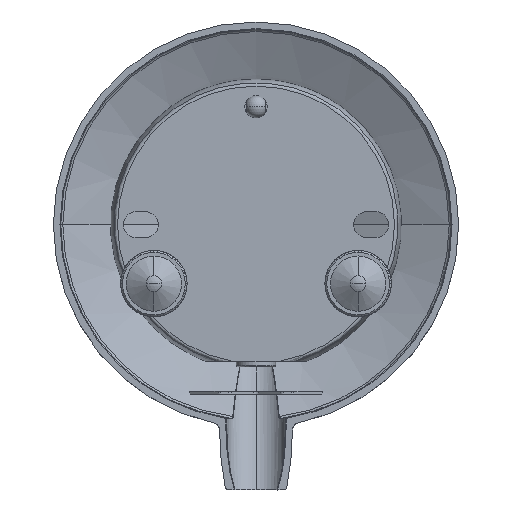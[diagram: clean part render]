
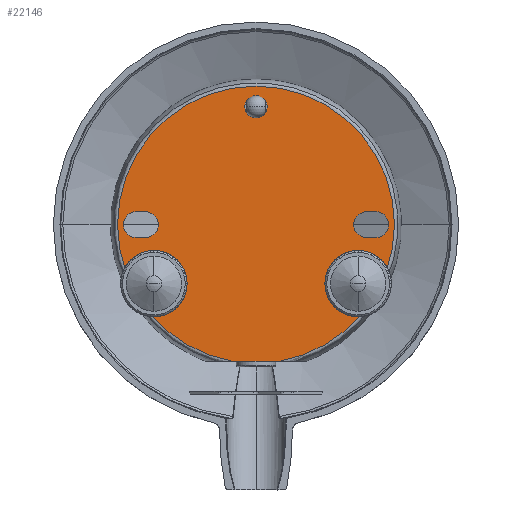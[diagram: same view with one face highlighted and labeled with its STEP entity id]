
A CAD part, front view. The second image highlights one B-rep face of the part: STEP entity #22146.
In plain terms, the highlighted planar face has unit normal (0, -1, 0).
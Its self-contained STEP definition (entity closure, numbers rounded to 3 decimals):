
#15 = ORIENTED_EDGE ( 'NONE', *, *, #21615, .T. ) ;
#37 = DIRECTION ( 'NONE',  ( 0., -1., 0. ) ) ;
#301 = CIRCLE ( 'NONE', #26833, 3. ) ;
#393 = FACE_BOUND ( 'NONE', #21746, .T. ) ;
#677 = CARTESIAN_POINT ( 'NONE',  ( 30., -12., -3.5 ) ) ;
#689 = EDGE_CURVE ( 'NONE', #16136, #10066, #6531, .T. ) ;
#912 = CARTESIAN_POINT ( 'NONE',  ( 38.248, -12., 0. ) ) ;
#1035 = DIRECTION ( 'NONE',  ( 0., -1., 0. ) ) ;
#1405 = CARTESIAN_POINT ( 'NONE',  ( 0., -12., 29. ) ) ;
#1755 = DIRECTION ( 'NONE',  ( 0., 0., -1. ) ) ;
#1789 = ORIENTED_EDGE ( 'NONE', *, *, #24950, .T. ) ;
#1852 = EDGE_CURVE ( 'NONE', #20541, #25379, #26056, .T. ) ;
#2106 = ORIENTED_EDGE ( 'NONE', *, *, #14835, .T. ) ;
#2271 = CARTESIAN_POINT ( 'NONE',  ( 0., -12., 35. ) ) ;
#2411 = DIRECTION ( 'NONE',  ( -1., 0., 0. ) ) ;
#2822 = VERTEX_POINT ( 'NONE', #22450 ) ;
#2918 = EDGE_CURVE ( 'NONE', #3626, #16058, #301, .T. ) ;
#3031 = VERTEX_POINT ( 'NONE', #24779 ) ;
#3101 = VERTEX_POINT ( 'NONE', #677 ) ;
#3141 = DIRECTION ( 'NONE',  ( 0., 0., -1. ) ) ;
#3238 = VECTOR ( 'NONE', #2411, 1000. ) ;
#3371 = CARTESIAN_POINT ( 'NONE',  ( 32.5, -12., 3.5 ) ) ;
#3560 = EDGE_LOOP ( 'NONE', ( #11877, #5636 ) ) ;
#3626 = VERTEX_POINT ( 'NONE', #2271 ) ;
#3765 = VERTEX_POINT ( 'NONE', #9337 ) ;
#4252 = DIRECTION ( 'NONE',  ( 0., 1., 0. ) ) ;
#5527 = LINE ( 'NONE', #21616, #17306 ) ;
#5636 = ORIENTED_EDGE ( 'NONE', *, *, #17418, .F. ) ;
#5702 = CARTESIAN_POINT ( 'NONE',  ( 32.5, -12., 0. ) ) ;
#6091 = AXIS2_PLACEMENT_3D ( 'NONE', #13257, #37, #15482 ) ;
#6262 = FACE_BOUND ( 'NONE', #3560, .T. ) ;
#6518 = ORIENTED_EDGE ( 'NONE', *, *, #14663, .T. ) ;
#6531 = CIRCLE ( 'NONE', #26422, 37.577 ) ;
#6555 = CARTESIAN_POINT ( 'NONE',  ( 30., -12., 0. ) ) ;
#6644 = EDGE_LOOP ( 'NONE', ( #13198, #27426 ) ) ;
#7016 = ORIENTED_EDGE ( 'NONE', *, *, #12047, .T. ) ;
#7060 = CARTESIAN_POINT ( 'NONE',  ( 0., -12., 32. ) ) ;
#7139 = ORIENTED_EDGE ( 'NONE', *, *, #27052, .T. ) ;
#7452 = CARTESIAN_POINT ( 'NONE',  ( 27.713, -12., -13. ) ) ;
#7635 = ORIENTED_EDGE ( 'NONE', *, *, #22746, .F. ) ;
#7749 = CIRCLE ( 'NONE', #18035, 3. ) ;
#7925 = DIRECTION ( 'NONE',  ( 0., 0., -1. ) ) ;
#7929 = VECTOR ( 'NONE', #27225, 1000. ) ;
#8278 = EDGE_LOOP ( 'NONE', ( #7635, #24455 ) ) ;
#8793 = DIRECTION ( 'NONE',  ( 0., 0., -1. ) ) ;
#9090 = LINE ( 'NONE', #25525, #3238 ) ;
#9203 = VERTEX_POINT ( 'NONE', #14020 ) ;
#9288 = DIRECTION ( 'NONE',  ( 0., 0., -1. ) ) ;
#9337 = CARTESIAN_POINT ( 'NONE',  ( -32.5, -12., 3.5 ) ) ;
#9435 = CARTESIAN_POINT ( 'NONE',  ( 30., -12., 3.5 ) ) ;
#9584 = CARTESIAN_POINT ( 'NONE',  ( 38.248, -12., -37. ) ) ;
#9864 = CARTESIAN_POINT ( 'NONE',  ( -27.713, -12., -19. ) ) ;
#9958 = CARTESIAN_POINT ( 'NONE',  ( 0., -12., 0. ) ) ;
#9995 = CARTESIAN_POINT ( 'NONE',  ( -32.5, -12., -3.5 ) ) ;
#10066 = VERTEX_POINT ( 'NONE', #12277 ) ;
#10555 = CIRCLE ( 'NONE', #25285, 3. ) ;
#10653 = AXIS2_PLACEMENT_3D ( 'NONE', #912, #16344, #3141 ) ;
#11055 = PLANE ( 'NONE',  #10653 ) ;
#11848 = CARTESIAN_POINT ( 'NONE',  ( 0., -12., 32. ) ) ;
#11877 = ORIENTED_EDGE ( 'NONE', *, *, #20536, .F. ) ;
#12047 = EDGE_CURVE ( 'NONE', #3101, #16873, #20916, .T. ) ;
#12149 = FACE_OUTER_BOUND ( 'NONE', #8278, .T. ) ;
#12175 = VECTOR ( 'NONE', #27065, 1000. ) ;
#12194 = DIRECTION ( 'NONE',  ( 0., 0., -1. ) ) ;
#12277 = CARTESIAN_POINT ( 'NONE',  ( -6.558, -12., -37. ) ) ;
#13011 = DIRECTION ( 'NONE',  ( 0., -1., 0. ) ) ;
#13111 = CARTESIAN_POINT ( 'NONE',  ( 27.713, -12., -16. ) ) ;
#13198 = ORIENTED_EDGE ( 'NONE', *, *, #1852, .F. ) ;
#13257 = CARTESIAN_POINT ( 'NONE',  ( -27.713, -12., -16. ) ) ;
#13343 = ORIENTED_EDGE ( 'NONE', *, *, #26230, .T. ) ;
#13707 = VECTOR ( 'NONE', #14563, 1000. ) ;
#13852 = CARTESIAN_POINT ( 'NONE',  ( 27.713, -12., -16. ) ) ;
#14020 = CARTESIAN_POINT ( 'NONE',  ( -27.713, -12., -13. ) ) ;
#14060 = DIRECTION ( 'NONE',  ( 0., 0., -1. ) ) ;
#14563 = DIRECTION ( 'NONE',  ( -1., 0., 0. ) ) ;
#14614 = VERTEX_POINT ( 'NONE', #9864 ) ;
#14663 = EDGE_CURVE ( 'NONE', #20297, #24456, #26570, .T. ) ;
#14835 = EDGE_CURVE ( 'NONE', #2822, #3031, #24141, .T. ) ;
#14945 = DIRECTION ( 'NONE',  ( 0., 1., 0. ) ) ;
#15127 = CARTESIAN_POINT ( 'NONE',  ( 27.713, -12., -19. ) ) ;
#15336 = DIRECTION ( 'NONE',  ( 0., 0., -1. ) ) ;
#15482 = DIRECTION ( 'NONE',  ( 0., 0., -1. ) ) ;
#16058 = VERTEX_POINT ( 'NONE', #1405 ) ;
#16136 = VERTEX_POINT ( 'NONE', #23850 ) ;
#16340 = EDGE_LOOP ( 'NONE', ( #7016, #15, #6518, #20755 ) ) ;
#16344 = DIRECTION ( 'NONE',  ( 0., -1., 0. ) ) ;
#16462 = DIRECTION ( 'NONE',  ( 0., 0., -1. ) ) ;
#16782 = EDGE_CURVE ( 'NONE', #25379, #20541, #18570, .T. ) ;
#16794 = CIRCLE ( 'NONE', #6091, 3. ) ;
#16873 = VERTEX_POINT ( 'NONE', #19948 ) ;
#17306 = VECTOR ( 'NONE', #19422, 1000. ) ;
#17357 = LINE ( 'NONE', #9435, #12175 ) ;
#17418 = EDGE_CURVE ( 'NONE', #9203, #14614, #16794, .T. ) ;
#17487 = CARTESIAN_POINT ( 'NONE',  ( -30., -12., 0. ) ) ;
#17549 = EDGE_CURVE ( 'NONE', #16058, #3626, #10555, .T. ) ;
#18034 = FACE_BOUND ( 'NONE', #6644, .T. ) ;
#18035 = AXIS2_PLACEMENT_3D ( 'NONE', #26201, #13011, #28419 ) ;
#18570 = CIRCLE ( 'NONE', #22505, 3. ) ;
#18745 = CIRCLE ( 'NONE', #25472, 3.5 ) ;
#19295 = AXIS2_PLACEMENT_3D ( 'NONE', #5702, #21136, #7925 ) ;
#19422 = DIRECTION ( 'NONE',  ( 1., 0., 0. ) ) ;
#19610 = LINE ( 'NONE', #27755, #13707 ) ;
#19712 = DIRECTION ( 'NONE',  ( 0., 0., -1. ) ) ;
#19948 = CARTESIAN_POINT ( 'NONE',  ( 30., -12., 3.5 ) ) ;
#20297 = VERTEX_POINT ( 'NONE', #3371 ) ;
#20536 = EDGE_CURVE ( 'NONE', #14614, #9203, #7749, .T. ) ;
#20541 = VERTEX_POINT ( 'NONE', #15127 ) ;
#20755 = ORIENTED_EDGE ( 'NONE', *, *, #24016, .T. ) ;
#20916 = CIRCLE ( 'NONE', #28051, 3.5 ) ;
#21136 = DIRECTION ( 'NONE',  ( 0., 1., 0. ) ) ;
#21494 = ORIENTED_EDGE ( 'NONE', *, *, #2918, .F. ) ;
#21615 = EDGE_CURVE ( 'NONE', #16873, #20297, #17357, .T. ) ;
#21616 = CARTESIAN_POINT ( 'NONE',  ( -30., -12., 3.5 ) ) ;
#21746 = EDGE_LOOP ( 'NONE', ( #2106, #1789, #13343, #7139 ) ) ;
#21988 = DIRECTION ( 'NONE',  ( 0., 1., 0. ) ) ;
#22146 = ADVANCED_FACE ( 'NONE', ( #23878, #18034, #6262, #12149, #393, #23190 ), #11055, .T. ) ;
#22450 = CARTESIAN_POINT ( 'NONE',  ( -30., -12., 3.5 ) ) ;
#22486 = DIRECTION ( 'NONE',  ( 0., -1., 0. ) ) ;
#22505 = AXIS2_PLACEMENT_3D ( 'NONE', #13111, #28532, #15336 ) ;
#22746 = EDGE_CURVE ( 'NONE', #16136, #10066, #25528, .T. ) ;
#23190 = FACE_BOUND ( 'NONE', #16340, .T. ) ;
#23701 = AXIS2_PLACEMENT_3D ( 'NONE', #13852, #1035, #16462 ) ;
#23850 = CARTESIAN_POINT ( 'NONE',  ( 6.558, -12., -37. ) ) ;
#23878 = FACE_BOUND ( 'NONE', #26389, .T. ) ;
#24016 = EDGE_CURVE ( 'NONE', #24456, #3101, #19610, .T. ) ;
#24141 = CIRCLE ( 'NONE', #26100, 3.5 ) ;
#24455 = ORIENTED_EDGE ( 'NONE', *, *, #689, .T. ) ;
#24456 = VERTEX_POINT ( 'NONE', #25104 ) ;
#24779 = CARTESIAN_POINT ( 'NONE',  ( -30., -12., -3.5 ) ) ;
#24950 = EDGE_CURVE ( 'NONE', #3031, #26640, #9090, .T. ) ;
#25104 = CARTESIAN_POINT ( 'NONE',  ( 32.5, -12., -3.5 ) ) ;
#25285 = AXIS2_PLACEMENT_3D ( 'NONE', #7060, #22486, #9288 ) ;
#25376 = DIRECTION ( 'NONE',  ( 0., -1., 0. ) ) ;
#25379 = VERTEX_POINT ( 'NONE', #7452 ) ;
#25472 = AXIS2_PLACEMENT_3D ( 'NONE', #28154, #14945, #1755 ) ;
#25525 = CARTESIAN_POINT ( 'NONE',  ( -30., -12., -3.5 ) ) ;
#25528 = LINE ( 'NONE', #9584, #7929 ) ;
#25948 = ORIENTED_EDGE ( 'NONE', *, *, #17549, .F. ) ;
#26056 = CIRCLE ( 'NONE', #23701, 3. ) ;
#26100 = AXIS2_PLACEMENT_3D ( 'NONE', #17487, #4252, #19712 ) ;
#26201 = CARTESIAN_POINT ( 'NONE',  ( -27.713, -12., -16. ) ) ;
#26230 = EDGE_CURVE ( 'NONE', #26640, #3765, #18745, .T. ) ;
#26389 = EDGE_LOOP ( 'NONE', ( #25948, #21494 ) ) ;
#26422 = AXIS2_PLACEMENT_3D ( 'NONE', #9958, #25376, #12194 ) ;
#26570 = CIRCLE ( 'NONE', #19295, 3.5 ) ;
#26640 = VERTEX_POINT ( 'NONE', #9995 ) ;
#26833 = AXIS2_PLACEMENT_3D ( 'NONE', #11848, #27256, #14060 ) ;
#27052 = EDGE_CURVE ( 'NONE', #3765, #2822, #5527, .T. ) ;
#27065 = DIRECTION ( 'NONE',  ( 1., 0., 0. ) ) ;
#27225 = DIRECTION ( 'NONE',  ( -1., 0., 0. ) ) ;
#27256 = DIRECTION ( 'NONE',  ( 0., -1., 0. ) ) ;
#27426 = ORIENTED_EDGE ( 'NONE', *, *, #16782, .F. ) ;
#27755 = CARTESIAN_POINT ( 'NONE',  ( 30., -12., -3.5 ) ) ;
#28051 = AXIS2_PLACEMENT_3D ( 'NONE', #6555, #21988, #8793 ) ;
#28154 = CARTESIAN_POINT ( 'NONE',  ( -32.5, -12., 0. ) ) ;
#28419 = DIRECTION ( 'NONE',  ( 0., 0., -1. ) ) ;
#28532 = DIRECTION ( 'NONE',  ( 0., -1., 0. ) ) ;
